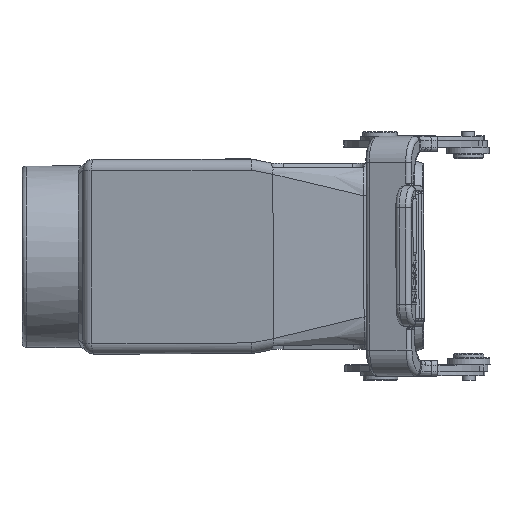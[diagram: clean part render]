
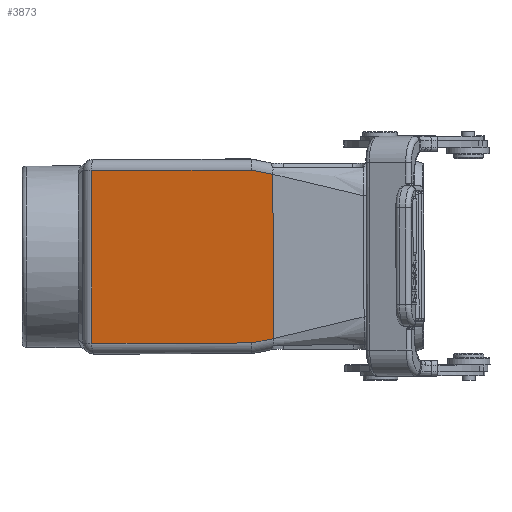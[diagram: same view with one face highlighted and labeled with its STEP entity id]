
A CAD part, left-side view. The second image highlights one B-rep face of the part: STEP entity #3873.
In plain terms, the highlighted planar face has unit normal (-0.982, 0.19, -0.001).
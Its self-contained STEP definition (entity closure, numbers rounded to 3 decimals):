
#3873=ADVANCED_FACE('NONE',(#6202),#5138,.F.);
#5138=PLANE('',#28487);
#6202=FACE_OUTER_BOUND('',#7795,.T.);
#7795=EDGE_LOOP('',(#12329,#12330,#12331,#12332,#12333,#12334));
#12329=ORIENTED_EDGE('',*,*,#21016,.F.);
#12330=ORIENTED_EDGE('',*,*,#20954,.F.);
#12331=ORIENTED_EDGE('',*,*,#21017,.F.);
#12332=ORIENTED_EDGE('',*,*,#21011,.T.);
#12333=ORIENTED_EDGE('',*,*,#20949,.T.);
#12334=ORIENTED_EDGE('',*,*,#20995,.F.);
#17855=VERTEX_POINT('',#44403);
#17857=VERTEX_POINT('',#44452);
#17859=VERTEX_POINT('',#44502);
#17860=VERTEX_POINT('',#44504);
#17882=VERTEX_POINT('',#44596);
#17888=VERTEX_POINT('',#44704);
#20949=EDGE_CURVE('NONE',#17855,#17857,#23901,.T.);
#20954=EDGE_CURVE('NONE',#17859,#17860,#23902,.T.);
#20995=EDGE_CURVE('NONE',#17882,#17857,#23918,.T.);
#21011=EDGE_CURVE('NONE',#17888,#17855,#23926,.T.);
#21016=EDGE_CURVE('NONE',#17860,#17882,#23930,.T.);
#21017=EDGE_CURVE('NONE',#17888,#17859,#23931,.T.);
#23901=LINE('',#44451,#26110);
#23902=LINE('',#44503,#26111);
#23918=LINE('',#44597,#26127);
#23926=LINE('',#44703,#26135);
#23930=LINE('',#44719,#26139);
#23931=LINE('',#44720,#26140);
#26110=VECTOR('',#33112,1.);
#26111=VECTOR('',#33117,1.);
#26127=VECTOR('',#33203,1.);
#26135=VECTOR('',#33237,1.);
#26139=VECTOR('',#33247,1.);
#26140=VECTOR('',#33248,1.);
#28487=AXIS2_PLACEMENT_3D('',#44721,#33249,#33250);
#33112=DIRECTION('',(-0.001,0.002,1.));
#33117=DIRECTION('',(-0.001,0.002,1.));
#33203=DIRECTION('',(-0.186,-0.964,-0.191));
#33237=DIRECTION('',(-0.187,-0.963,0.195));
#33247=DIRECTION('',(-0.19,-0.982,0.002));
#33248=DIRECTION('',(0.19,0.982,-0.002));
#33249=DIRECTION('',(0.982,-0.19,0.001));
#33250=DIRECTION('',(0.19,0.982,0.));
#44403=CARTESIAN_POINT('',(8.242,13.624,-38.956));
#44451=CARTESIAN_POINT('',(8.23,13.664,-19.953));
#44452=CARTESIAN_POINT('',(8.219,13.706,-0.952));
#44502=CARTESIAN_POINT('',(16.375,55.603,-40.039));
#44503=CARTESIAN_POINT('',(16.363,55.647,-20.039));
#44504=CARTESIAN_POINT('',(16.35,55.69,-0.039));
#44596=CARTESIAN_POINT('',(9.184,18.694,0.037));
#44597=CARTESIAN_POINT('',(11.449,30.398,2.352));
#44703=CARTESIAN_POINT('',(11.476,30.301,-42.329));
#44704=CARTESIAN_POINT('',(9.206,18.595,-39.963));
#44719=CARTESIAN_POINT('',(12.284,34.699,0.004));
#44720=CARTESIAN_POINT('',(14.687,46.892,-40.021));
#44721=CARTESIAN_POINT('',(12.296,34.655,-19.996));
